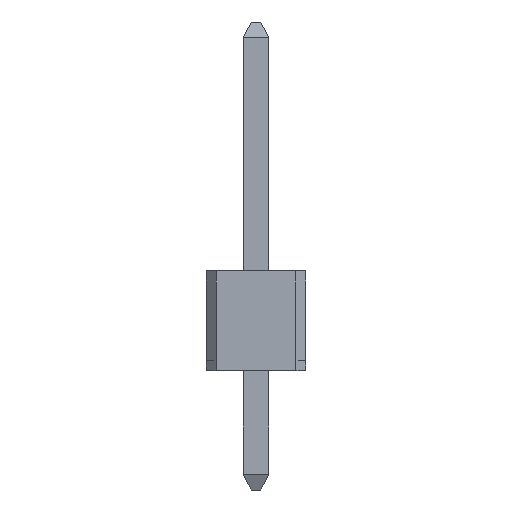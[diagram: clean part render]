
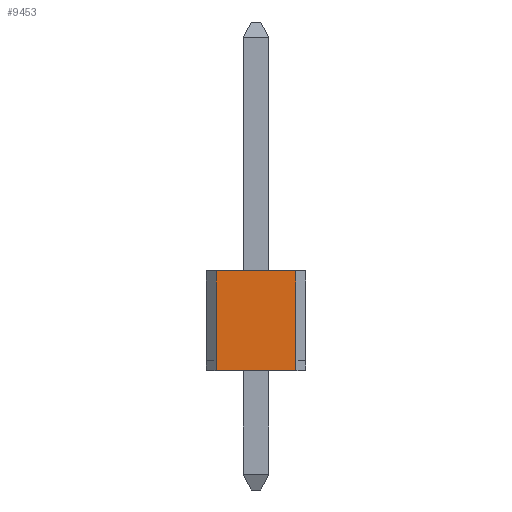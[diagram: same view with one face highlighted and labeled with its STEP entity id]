
A CAD part, left-side view. The second image highlights one B-rep face of the part: STEP entity #9453.
In plain terms, the highlighted planar face has unit normal (-1, 0, 0).
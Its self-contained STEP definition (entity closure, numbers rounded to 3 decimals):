
#82=FACE_OUTER_BOUND('',#646,.T.);
#646=EDGE_LOOP('',(#6143,#6144,#6145,#6146));
#1235=LINE('',#13057,#2561);
#1356=LINE('',#13317,#2682);
#1357=LINE('',#13320,#2683);
#1358=LINE('',#13321,#2684);
#2561=VECTOR('',#10592,2.032);
#2682=VECTOR('',#10755,2.54);
#2683=VECTOR('',#10758,2.032);
#2684=VECTOR('',#10759,2.54);
#3886=VERTEX_POINT('',#13054);
#3887=VERTEX_POINT('',#13056);
#4005=VERTEX_POINT('',#13315);
#4006=VERTEX_POINT('',#13319);
#4691=EDGE_CURVE('',#3887,#3886,#1235,.T.);
#4812=EDGE_CURVE('',#3886,#4005,#1356,.T.);
#4813=EDGE_CURVE('',#4006,#4005,#1357,.T.);
#4814=EDGE_CURVE('',#3887,#4006,#1358,.T.);
#6143=ORIENTED_EDGE('',*,*,#4691,.T.);
#6144=ORIENTED_EDGE('',*,*,#4812,.T.);
#6145=ORIENTED_EDGE('',*,*,#4813,.F.);
#6146=ORIENTED_EDGE('',*,*,#4814,.F.);
#8684=PLANE('',#10032);
#9453=ADVANCED_FACE('',(#82),#8684,.T.);
#10032=AXIS2_PLACEMENT_3D('',#13318,#10756,#10757);
#10592=DIRECTION('',(0.,0.,1.));
#10755=DIRECTION('',(0.,1.,0.));
#10756=DIRECTION('center_axis',(-1.,0.,0.));
#10757=DIRECTION('ref_axis',(0.,0.,1.));
#10758=DIRECTION('',(0.,0.,1.));
#10759=DIRECTION('',(0.,1.,0.));
#13054=CARTESIAN_POINT('',(-1.27,0.,1.016));
#13056=CARTESIAN_POINT('',(-1.27,0.,-1.016));
#13057=CARTESIAN_POINT('',(-1.27,0.,-1.016));
#13315=CARTESIAN_POINT('',(-1.27,2.54,1.016));
#13317=CARTESIAN_POINT('',(-1.27,0.,1.016));
#13318=CARTESIAN_POINT('Origin',(-1.27,0.,-1.016));
#13319=CARTESIAN_POINT('',(-1.27,2.54,-1.016));
#13320=CARTESIAN_POINT('',(-1.27,2.54,-1.016));
#13321=CARTESIAN_POINT('',(-1.27,0.,-1.016));
